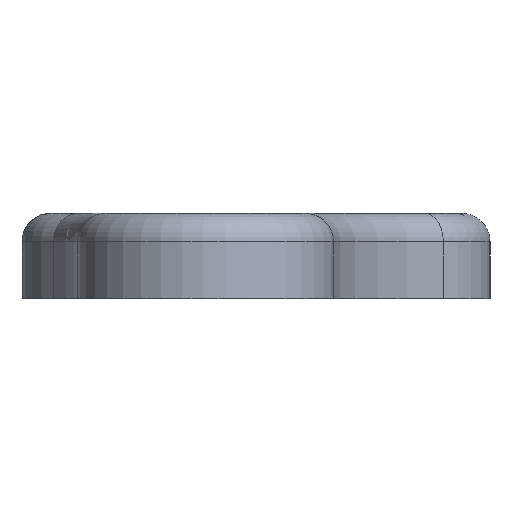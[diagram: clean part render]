
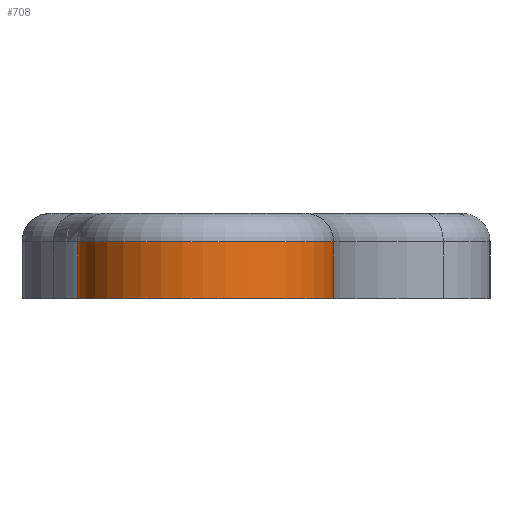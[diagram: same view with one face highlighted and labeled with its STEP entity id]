
A CAD part, left-side view. The second image highlights one B-rep face of the part: STEP entity #708.
In plain terms, the highlighted cylindrical face has radius 9 mm (diameter 18 mm), a partial arc.
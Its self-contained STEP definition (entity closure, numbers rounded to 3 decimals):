
#39=LINE('',#1257,#63);
#41=LINE('',#1263,#65);
#63=VECTOR('',#928,10.);
#65=VECTOR('',#934,10.);
#88=CYLINDRICAL_SURFACE('',#786,9.);
#118=FACE_OUTER_BOUND('',#164,.T.);
#164=EDGE_LOOP('',(#505,#506,#507,#508));
#220=CIRCLE('',#770,9.);
#232=CIRCLE('',#787,9.);
#306=VERTEX_POINT('',#1198);
#309=VERTEX_POINT('',#1217);
#315=VERTEX_POINT('',#1256);
#317=VERTEX_POINT('',#1262);
#375=EDGE_CURVE('',#306,#309,#220,.T.);
#387=EDGE_CURVE('',#315,#309,#39,.T.);
#390=EDGE_CURVE('',#317,#306,#41,.T.);
#391=EDGE_CURVE('',#317,#315,#232,.T.);
#505=ORIENTED_EDGE('',*,*,#375,.F.);
#506=ORIENTED_EDGE('',*,*,#390,.F.);
#507=ORIENTED_EDGE('',*,*,#391,.T.);
#508=ORIENTED_EDGE('',*,*,#387,.T.);
#708=ADVANCED_FACE('',(#118),#88,.T.);
#770=AXIS2_PLACEMENT_3D('',#1218,#898,#899);
#786=AXIS2_PLACEMENT_3D('',#1261,#932,#933);
#787=AXIS2_PLACEMENT_3D('',#1264,#935,#936);
#898=DIRECTION('center_axis',(0.,0.,1.));
#899=DIRECTION('ref_axis',(-1.,0.017,0.));
#928=DIRECTION('',(0.,0.,1.));
#932=DIRECTION('center_axis',(0.,0.,1.));
#933=DIRECTION('ref_axis',(-0.013,1.,0.));
#934=DIRECTION('',(0.,0.,1.));
#935=DIRECTION('center_axis',(0.,0.,1.));
#936=DIRECTION('ref_axis',(-0.013,1.,0.));
#1198=CARTESIAN_POINT('',(-92.048,60.076,6.));
#1217=CARTESIAN_POINT('',(-92.362,42.087,6.));
#1218=CARTESIAN_POINT('Origin',(-91.935,51.077,6.));
#1256=CARTESIAN_POINT('',(-92.362,42.087,2.));
#1257=CARTESIAN_POINT('',(-92.362,42.087,2.));
#1261=CARTESIAN_POINT('Origin',(-91.935,51.077,2.));
#1262=CARTESIAN_POINT('',(-92.048,60.076,2.));
#1263=CARTESIAN_POINT('',(-92.048,60.076,2.));
#1264=CARTESIAN_POINT('Origin',(-91.935,51.077,2.));
